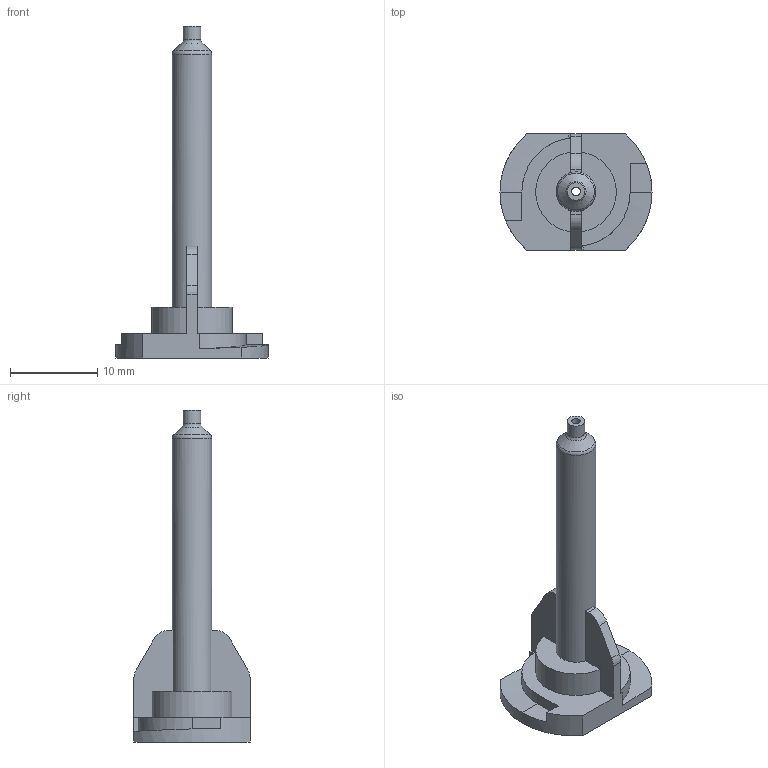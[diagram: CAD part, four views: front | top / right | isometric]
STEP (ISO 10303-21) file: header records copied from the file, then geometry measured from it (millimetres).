
FILE_DESCRIPTION( ( 'Unknown' ), '1' );
FILE_NAME( 'M-50-212.stp', 'Unknown', ( 'Schwinghammer Vitus' ), ( 'Vieweg' ), 'PSStep 17.0.49', 'Solid Edge ST6', ' ' );
FILE_SCHEMA( ( 'AUTOMOTIVE_DESIGN { 1 0 10303 214 1 1 1 1 }' ) );
Length unit declared in the file: millimetre
Products named in the file (1): 1
Bounding box: 17.4 x 13.3 x 38 mm (x, y, z)
Volume: 857.5 mm3; surface area: 1546.3 mm2
Topology: 1 solids, 1 shells, 48 faces, 126 edges, 82 vertices
Faces by surface type: plane 26, cylinder 16, bspline 2, cone 2, torus 2
Full cylindrical faces by diameter (mm): 1 x1, 2 x1, 2.5 x1, 4.5 x1, 7 x1, 9.94 x1
Entity records: 1819 total; most frequent: CARTESIAN_POINT 287, DIRECTION 234, ORIENTED_EDGE 226, EDGE_CURVE 113, AXIS2_PLACEMENT_3D 84, VERTEX_POINT 79, LINE 66, VECTOR 66
